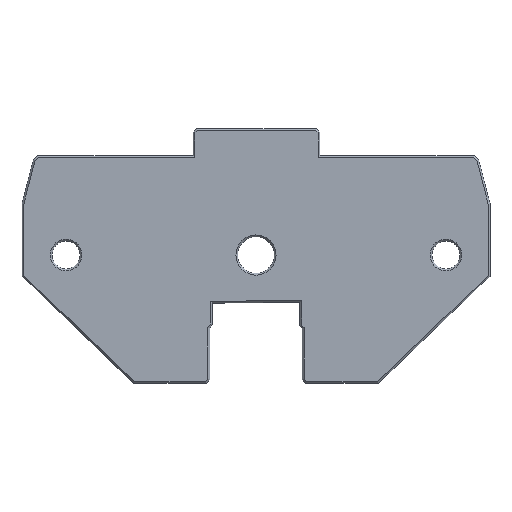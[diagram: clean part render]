
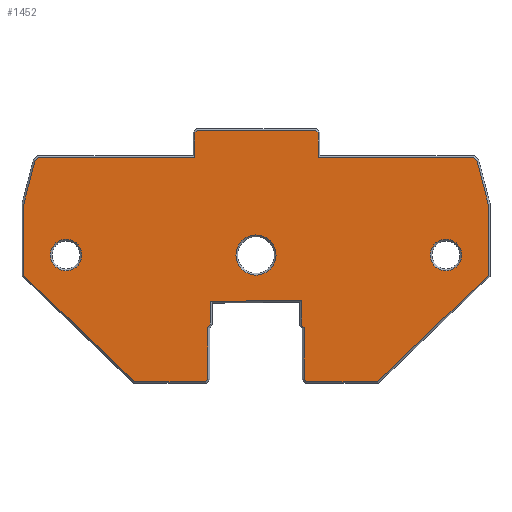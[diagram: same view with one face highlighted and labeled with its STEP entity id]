
A CAD part, top view. The second image highlights one B-rep face of the part: STEP entity #1452.
In plain terms, the highlighted planar face has unit normal (0, 0, 1).
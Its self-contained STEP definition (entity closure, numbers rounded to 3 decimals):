
#24=FACE_BOUND('',#171,.T.);
#25=FACE_BOUND('',#172,.T.);
#26=FACE_BOUND('',#173,.T.);
#30=CIRCLE('',#1556,1.8);
#31=CIRCLE('',#1557,2.3);
#32=CIRCLE('',#1558,1.8);
#81=FACE_OUTER_BOUND('',#170,.T.);
#170=EDGE_LOOP('',(#1083,#1084,#1085,#1086,#1087,#1088,#1089,#1090,#1091,
#1092,#1093,#1094,#1095,#1096,#1097,#1098,#1099,#1100,#1101,#1102,#1103,
#1104,#1105,#1106,#1107,#1108));
#171=EDGE_LOOP('',(#1109));
#172=EDGE_LOOP('',(#1110));
#173=EDGE_LOOP('',(#1111));
#226=LINE('',#2016,#417);
#232=LINE('',#2029,#423);
#234=LINE('',#2033,#425);
#239=LINE('',#2042,#430);
#240=LINE('',#2045,#431);
#243=LINE('',#2051,#434);
#246=LINE('',#2057,#437);
#249=LINE('',#2063,#440);
#252=LINE('',#2069,#443);
#257=LINE('',#2080,#448);
#259=LINE('',#2084,#450);
#262=LINE('',#2090,#453);
#267=LINE('',#2101,#458);
#269=LINE('',#2105,#460);
#274=LINE('',#2114,#465);
#275=LINE('',#2117,#466);
#280=LINE('',#2126,#471);
#281=LINE('',#2129,#472);
#285=LINE('',#2135,#476);
#287=LINE('',#2138,#478);
#289=LINE('',#2143,#480);
#292=LINE('',#2149,#483);
#295=LINE('',#2155,#486);
#298=LINE('',#2159,#489);
#300=LINE('',#2164,#491);
#303=LINE('',#2168,#494);
#417=VECTOR('',#1621,10.);
#423=VECTOR('',#1629,10.);
#425=VECTOR('',#1633,10.);
#430=VECTOR('',#1640,10.);
#431=VECTOR('',#1643,10.);
#434=VECTOR('',#1648,10.);
#437=VECTOR('',#1653,10.);
#440=VECTOR('',#1658,10.);
#443=VECTOR('',#1663,10.);
#448=VECTOR('',#1670,10.);
#450=VECTOR('',#1674,10.);
#453=VECTOR('',#1679,10.);
#458=VECTOR('',#1686,10.);
#460=VECTOR('',#1690,10.);
#465=VECTOR('',#1697,10.);
#466=VECTOR('',#1700,10.);
#471=VECTOR('',#1707,10.);
#472=VECTOR('',#1710,10.);
#476=VECTOR('',#1716,10.);
#478=VECTOR('',#1720,10.);
#480=VECTOR('',#1724,10.);
#483=VECTOR('',#1729,10.);
#486=VECTOR('',#1734,10.);
#489=VECTOR('',#1739,10.);
#491=VECTOR('',#1743,10.);
#494=VECTOR('',#1748,10.);
#608=VERTEX_POINT('',#2014);
#609=VERTEX_POINT('',#2015);
#614=VERTEX_POINT('',#2026);
#615=VERTEX_POINT('',#2028);
#616=VERTEX_POINT('',#2032);
#619=VERTEX_POINT('',#2040);
#620=VERTEX_POINT('',#2044);
#622=VERTEX_POINT('',#2050);
#624=VERTEX_POINT('',#2056);
#626=VERTEX_POINT('',#2062);
#628=VERTEX_POINT('',#2068);
#632=VERTEX_POINT('',#2077);
#633=VERTEX_POINT('',#2079);
#634=VERTEX_POINT('',#2083);
#636=VERTEX_POINT('',#2089);
#640=VERTEX_POINT('',#2098);
#641=VERTEX_POINT('',#2100);
#642=VERTEX_POINT('',#2104);
#645=VERTEX_POINT('',#2112);
#646=VERTEX_POINT('',#2116);
#649=VERTEX_POINT('',#2124);
#650=VERTEX_POINT('',#2128);
#653=VERTEX_POINT('',#2142);
#655=VERTEX_POINT('',#2148);
#657=VERTEX_POINT('',#2154);
#659=VERTEX_POINT('',#2163);
#674=VERTEX_POINT('',#2224);
#675=VERTEX_POINT('',#2226);
#676=VERTEX_POINT('',#2228);
#724=EDGE_CURVE('',#608,#609,#226,.T.);
#730=EDGE_CURVE('',#614,#615,#232,.T.);
#732=EDGE_CURVE('',#609,#616,#234,.T.);
#737=EDGE_CURVE('',#619,#614,#239,.T.);
#738=EDGE_CURVE('',#616,#620,#240,.T.);
#741=EDGE_CURVE('',#620,#622,#243,.T.);
#744=EDGE_CURVE('',#622,#624,#246,.T.);
#747=EDGE_CURVE('',#624,#626,#249,.T.);
#750=EDGE_CURVE('',#626,#628,#252,.T.);
#755=EDGE_CURVE('',#632,#633,#257,.T.);
#757=EDGE_CURVE('',#628,#634,#259,.T.);
#760=EDGE_CURVE('',#634,#636,#262,.T.);
#765=EDGE_CURVE('',#640,#641,#267,.T.);
#767=EDGE_CURVE('',#636,#642,#269,.T.);
#772=EDGE_CURVE('',#645,#640,#274,.T.);
#773=EDGE_CURVE('',#642,#646,#275,.T.);
#778=EDGE_CURVE('',#649,#645,#280,.T.);
#779=EDGE_CURVE('',#646,#650,#281,.T.);
#783=EDGE_CURVE('',#650,#649,#285,.T.);
#785=EDGE_CURVE('',#641,#632,#287,.T.);
#787=EDGE_CURVE('',#633,#653,#289,.T.);
#790=EDGE_CURVE('',#653,#655,#292,.T.);
#793=EDGE_CURVE('',#655,#657,#295,.T.);
#796=EDGE_CURVE('',#657,#619,#298,.T.);
#798=EDGE_CURVE('',#615,#659,#300,.T.);
#801=EDGE_CURVE('',#659,#608,#303,.T.);
#829=EDGE_CURVE('',#674,#674,#30,.T.);
#830=EDGE_CURVE('',#675,#675,#31,.T.);
#831=EDGE_CURVE('',#676,#676,#32,.T.);
#1083=ORIENTED_EDGE('',*,*,#765,.F.);
#1084=ORIENTED_EDGE('',*,*,#772,.F.);
#1085=ORIENTED_EDGE('',*,*,#778,.F.);
#1086=ORIENTED_EDGE('',*,*,#783,.F.);
#1087=ORIENTED_EDGE('',*,*,#779,.F.);
#1088=ORIENTED_EDGE('',*,*,#773,.F.);
#1089=ORIENTED_EDGE('',*,*,#767,.F.);
#1090=ORIENTED_EDGE('',*,*,#760,.F.);
#1091=ORIENTED_EDGE('',*,*,#757,.F.);
#1092=ORIENTED_EDGE('',*,*,#750,.F.);
#1093=ORIENTED_EDGE('',*,*,#747,.F.);
#1094=ORIENTED_EDGE('',*,*,#744,.F.);
#1095=ORIENTED_EDGE('',*,*,#741,.F.);
#1096=ORIENTED_EDGE('',*,*,#738,.F.);
#1097=ORIENTED_EDGE('',*,*,#732,.F.);
#1098=ORIENTED_EDGE('',*,*,#724,.F.);
#1099=ORIENTED_EDGE('',*,*,#801,.F.);
#1100=ORIENTED_EDGE('',*,*,#798,.F.);
#1101=ORIENTED_EDGE('',*,*,#730,.F.);
#1102=ORIENTED_EDGE('',*,*,#737,.F.);
#1103=ORIENTED_EDGE('',*,*,#796,.F.);
#1104=ORIENTED_EDGE('',*,*,#793,.F.);
#1105=ORIENTED_EDGE('',*,*,#790,.F.);
#1106=ORIENTED_EDGE('',*,*,#787,.F.);
#1107=ORIENTED_EDGE('',*,*,#755,.F.);
#1108=ORIENTED_EDGE('',*,*,#785,.F.);
#1109=ORIENTED_EDGE('',*,*,#829,.F.);
#1110=ORIENTED_EDGE('',*,*,#830,.F.);
#1111=ORIENTED_EDGE('',*,*,#831,.F.);
#1372=PLANE('',#1555);
#1452=ADVANCED_FACE('',(#81,#24,#25,#26),#1372,.F.);
#1555=AXIS2_PLACEMENT_3D('',#2223,#1802,#1803);
#1556=AXIS2_PLACEMENT_3D('',#2225,#1804,#1805);
#1557=AXIS2_PLACEMENT_3D('',#2227,#1806,#1807);
#1558=AXIS2_PLACEMENT_3D('',#2229,#1808,#1809);
#1621=DIRECTION('',(-1.,-0.011,0.));
#1629=DIRECTION('',(0.,1.,0.));
#1633=DIRECTION('',(0.,-1.,0.));
#1640=DIRECTION('',(-0.707,0.707,0.));
#1643=DIRECTION('',(-0.534,-0.845,0.));
#1648=DIRECTION('',(0.,-1.,0.));
#1653=DIRECTION('',(-0.707,-0.707,0.));
#1658=DIRECTION('',(-1.,0.,0.));
#1663=DIRECTION('',(-0.722,0.692,0.));
#1670=DIRECTION('',(0.791,-0.612,0.));
#1674=DIRECTION('',(0.,1.,0.));
#1679=DIRECTION('',(0.25,0.968,0.));
#1686=DIRECTION('',(0.,-1.,0.));
#1690=DIRECTION('',(0.791,0.612,0.));
#1697=DIRECTION('',(0.707,-0.707,0.));
#1700=DIRECTION('',(1.,0.,0.));
#1707=DIRECTION('',(1.,0.,0.));
#1710=DIRECTION('',(0.,1.,0.));
#1716=DIRECTION('',(0.707,0.707,0.));
#1720=DIRECTION('',(1.,0.,0.));
#1724=DIRECTION('',(0.25,-0.968,0.));
#1729=DIRECTION('',(0.,-1.,0.));
#1734=DIRECTION('',(-0.722,-0.692,0.));
#1739=DIRECTION('',(-1.,0.,0.));
#1743=DIRECTION('',(-0.707,0.707,0.));
#1748=DIRECTION('',(0.,1.,0.));
#1802=DIRECTION('center_axis',(0.,0.,-1.));
#1803=DIRECTION('ref_axis',(1.,0.,0.));
#1804=DIRECTION('center_axis',(0.,0.,1.));
#1805=DIRECTION('ref_axis',(1.,0.,0.));
#1806=DIRECTION('center_axis',(0.,0.,1.));
#1807=DIRECTION('ref_axis',(1.,0.,0.));
#1808=DIRECTION('center_axis',(0.,0.,1.));
#1809=DIRECTION('ref_axis',(1.,0.,0.));
#2014=CARTESIAN_POINT('',(5.221,-7.094,0.));
#2015=CARTESIAN_POINT('',(-5.221,-7.204,0.));
#2016=CARTESIAN_POINT('',(2.536,-7.122,0.));
#2026=CARTESIAN_POINT('',(5.5,-16.118,0.));
#2028=CARTESIAN_POINT('',(5.5,-10.213,0.));
#2029=CARTESIAN_POINT('',(5.5,-9.304,0.));
#2032=CARTESIAN_POINT('',(-5.221,-9.796,0.));
#2033=CARTESIAN_POINT('',(-5.221,-4.704,0.));
#2040=CARTESIAN_POINT('',(5.783,-16.401,0.));
#2042=CARTESIAN_POINT('',(0.668,-11.286,0.));
#2044=CARTESIAN_POINT('',(-5.5,-10.238,0.));
#2045=CARTESIAN_POINT('',(-2.702,-5.809,0.));
#2050=CARTESIAN_POINT('',(-5.5,-16.118,0.));
#2051=CARTESIAN_POINT('',(-5.5,-6.151,0.));
#2056=CARTESIAN_POINT('',(-5.783,-16.401,0.));
#2057=CARTESIAN_POINT('',(-0.668,-11.286,0.));
#2062=CARTESIAN_POINT('',(-13.911,-16.401,0.));
#2063=CARTESIAN_POINT('',(-2.65,-16.401,0.));
#2068=CARTESIAN_POINT('',(-26.593,-4.244,0.));
#2069=CARTESIAN_POINT('',(-13.852,-16.457,0.));
#2077=CARTESIAN_POINT('',(24.9,9.262,0.));
#2079=CARTESIAN_POINT('',(25.292,8.959,0.));
#2080=CARTESIAN_POINT('',(19.942,13.101,0.));
#2083=CARTESIAN_POINT('',(-26.593,3.928,0.));
#2084=CARTESIAN_POINT('',(-26.593,-3.168,0.));
#2089=CARTESIAN_POINT('',(-25.292,8.959,0.));
#2090=CARTESIAN_POINT('',(-26.482,4.358,0.));
#2098=CARTESIAN_POINT('',(7.106,12.104,0.));
#2100=CARTESIAN_POINT('',(7.106,9.262,0.));
#2101=CARTESIAN_POINT('',(7.106,5.29,0.));
#2104=CARTESIAN_POINT('',(-24.9,9.262,0.));
#2105=CARTESIAN_POINT('',(-19.942,13.101,0.));
#2112=CARTESIAN_POINT('',(6.823,12.387,0.));
#2114=CARTESIAN_POINT('',(8.786,10.424,0.));
#2116=CARTESIAN_POINT('',(-7.001,9.262,0.));
#2117=CARTESIAN_POINT('',(-12.684,9.262,0.));
#2124=CARTESIAN_POINT('',(-6.718,12.387,0.));
#2126=CARTESIAN_POINT('',(-3.6,12.387,0.));
#2128=CARTESIAN_POINT('',(-7.001,12.104,0.));
#2129=CARTESIAN_POINT('',(-7.001,3.728,0.));
#2135=CARTESIAN_POINT('',(-8.708,10.398,0.));
#2138=CARTESIAN_POINT('',(3.653,9.262,0.));
#2142=CARTESIAN_POINT('',(26.593,3.928,0.));
#2143=CARTESIAN_POINT('',(25.77,7.112,0.));
#2148=CARTESIAN_POINT('',(26.593,-4.244,0.));
#2149=CARTESIAN_POINT('',(26.593,0.973,0.));
#2154=CARTESIAN_POINT('',(13.911,-16.401,0.));
#2155=CARTESIAN_POINT('',(20.253,-10.322,0.));
#2159=CARTESIAN_POINT('',(6.996,-16.401,0.));
#2163=CARTESIAN_POINT('',(5.221,-9.934,0.));
#2164=CARTESIAN_POINT('',(2.044,-6.757,0.));
#2168=CARTESIAN_POINT('',(5.221,-6.012,0.));
#2223=CARTESIAN_POINT('Origin',(0.,-2.007,
0.));
#2224=CARTESIAN_POINT('',(19.95,-1.898,0.));
#2225=CARTESIAN_POINT('Origin',(21.75,-1.898,0.));
#2226=CARTESIAN_POINT('',(-2.3,-1.898,0.));
#2227=CARTESIAN_POINT('Origin',(0.,-1.898,
0.));
#2228=CARTESIAN_POINT('',(-23.55,-1.898,0.));
#2229=CARTESIAN_POINT('Origin',(-21.75,-1.898,0.));
